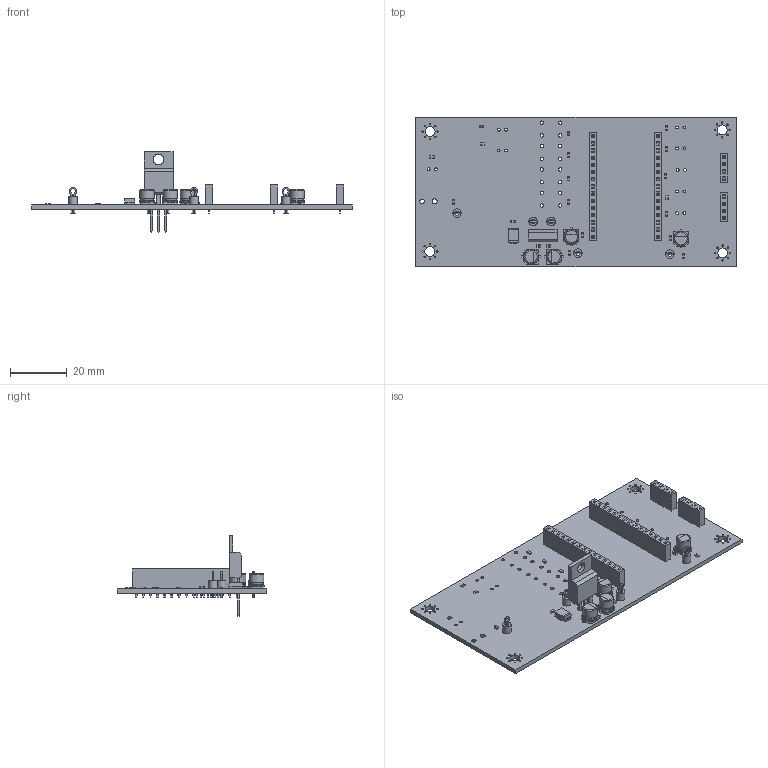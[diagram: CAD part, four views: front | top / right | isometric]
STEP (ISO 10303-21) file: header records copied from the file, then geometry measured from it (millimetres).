
FILE_DESCRIPTION(('KiCad electronic assembly'),'2;1');
FILE_NAME('homeWork2.step','2024-09-07T09:12:41',('Pcbnew'),('Kicad'), 'Open CASCADE STEP processor 7.6','KiCad to STEP converter','Unknown' );
FILE_SCHEMA(('AUTOMOTIVE_DESIGN { 1 0 10303 214 1 1 1 1 }'));
Length unit declared in the file: millimetre
Products named in the file (20): homeWork2 1; R_0603_1608Metric; SOLID; PinSocket_1x15_P2.54mm_Vertical; PinSocket_1x04_P2.54mm_Vertical; D_SMB; TestPoint_Loop_D2.54mm_Drill1.5mm_Beaded; COMPOUND; C_0603_1608Metric; CP_Elec_5x5.4; Fuse_0603_1608Metric; TO-220-3_Vertical; homeWork2 PCB
Assembly tree (45 placements, depth 3):
  homeWork2 1
    R_0603_1608Metric  x14
      SOLID
    PinSocket_1x15_P2.54mm_Vertical  x2
      SOLID
    PinSocket_1x04_P2.54mm_Vertical  x2
      SOLID
    D_SMB
      SOLID
    TestPoint_Loop_D2.54mm_Drill1.5mm_Beaded  x5
      COMPOUND
    C_0603_1608Metric  x5
      SOLID
    CP_Elec_5x5.4  x4
      SOLID
    Fuse_0603_1608Metric
      SOLID
    TO-220-3_Vertical
      SOLID
    homeWork2 PCB
Bounding box: 113.06 x 52.71 x 28.52 mm (x, y, z)
Volume: 11897.6 mm3; surface area: 17418.5 mm2
Topology: 41 solids, 41 shells, 2205 faces, 5698 edges, 3704 vertices
Faces by surface type: plane 1792, cylinder 360, bspline 28, torus 21, revolution 4
Full cylindrical faces by diameter (mm): 0.5 x42, 1 x54, 1.1 x3, 1.2 x16, 1.5 x10, 1.8 x1, 3 x5, 3.5 x4, 3.735 x1, 5 x8
Entity records: 71775 total; most frequent: CARTESIAN_POINT 13040, DIRECTION 9762, LINE 7022, VECTOR 7022, ORIENTED_EDGE 5162, PCURVE 5162, DEFINITIONAL_REPRESENTATION 5162, EDGE_CURVE 2581
